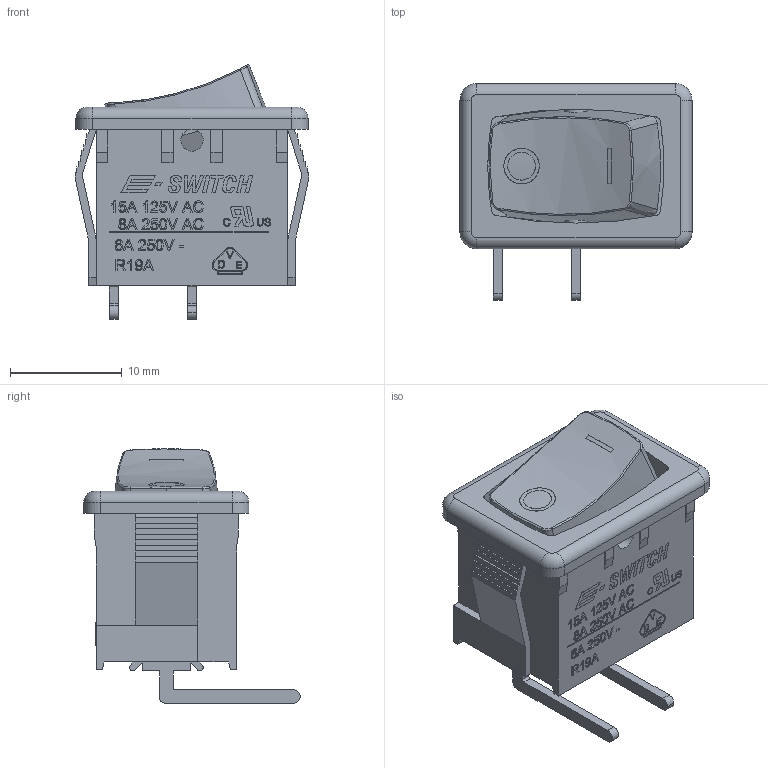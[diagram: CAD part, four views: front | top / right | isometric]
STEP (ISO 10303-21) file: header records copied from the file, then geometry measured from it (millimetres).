
FILE_DESCRIPTION (( 'STEP AP214' ), '1' );
FILE_NAME ('R1966ABLKBLKGR.STEP', '2022-09-07T05:50:30', ( '' ), ( '' ), 'SwSTEP 2.0', 'SolidWorks 2017', '' );
FILE_SCHEMA (( 'AUTOMOTIVE_DESIGN' ));
Length unit declared in the file: millimetre
Products named in the file (2): R1966ABLKBLKGR; R1966ABLKBLKGR--3DModel-STEP-520916
Assembly tree (1 placements, depth 2):
  R1966ABLKBLKGR
    R1966ABLKBLKGR--3DModel-STEP-520916
Bounding box: 20.94 x 19.4 x 22.8 mm (x, y, z)
Volume: 1795.5 mm3; surface area: 3493.2 mm2
Topology: 4 solids, 4 shells, 910 faces, 2465 edges, 1634 vertices
Faces by surface type: plane 536, bspline 300, cylinder 60, cone 10, torus 4
Entity records: 34322 total; most frequent: CARTESIAN_POINT 12781, ORIENTED_EDGE 4930, DIRECTION 3167, EDGE_CURVE 2465, VECTOR 1695, LINE 1695, VERTEX_POINT 1634, EDGE_LOOP 995
